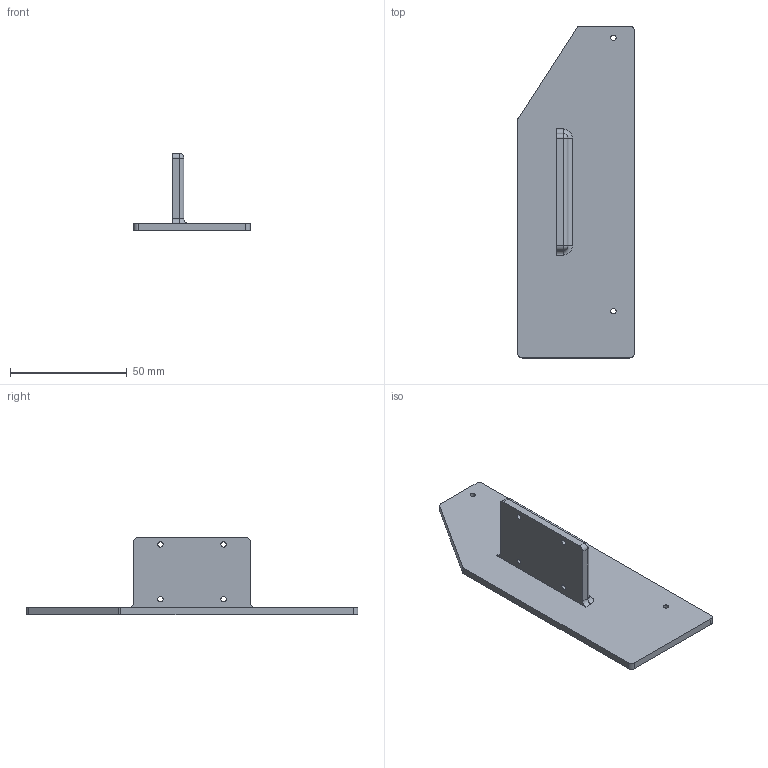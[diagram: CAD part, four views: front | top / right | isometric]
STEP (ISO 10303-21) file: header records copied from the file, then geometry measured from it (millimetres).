
FILE_DESCRIPTION(/* description */ (''),/* implementation_level */ '2;1');
FILE_NAME(/* name */ 'base_v2.stp',/* time_stamp */ '2024-03-07T15:42:52+01:00',/* author */ (''),/* organization */ (''),/* preprocessor_version */ 'ST-DEVELOPER v16',/* originating_system */ 'SIEMENS PLM Software NX 11.0',/* authorisation */ '');
FILE_SCHEMA (('AUTOMOTIVE_DESIGN { 1 0 10303 214 3 1 1 1 }'));
Length unit declared in the file: millimetre
Products named in the file (1): base_v2
Bounding box: 50 x 142 x 33 mm (x, y, z)
Volume: 27083.9 mm3; surface area: 17536.1 mm2
Topology: 1 solids, 1 shells, 35 faces, 98 edges, 62 vertices
Faces by surface type: cylinder 19, plane 12, sphere 2, torus 2
Full cylindrical faces by diameter (mm): 2.3 x6
Entity records: 1100 total; most frequent: DIRECTION 194, CARTESIAN_POINT 194, ORIENTED_EDGE 168, EDGE_CURVE 84, AXIS2_PLACEMENT_3D 76, VERTEX_POINT 56, EDGE_LOOP 52, LINE 42
